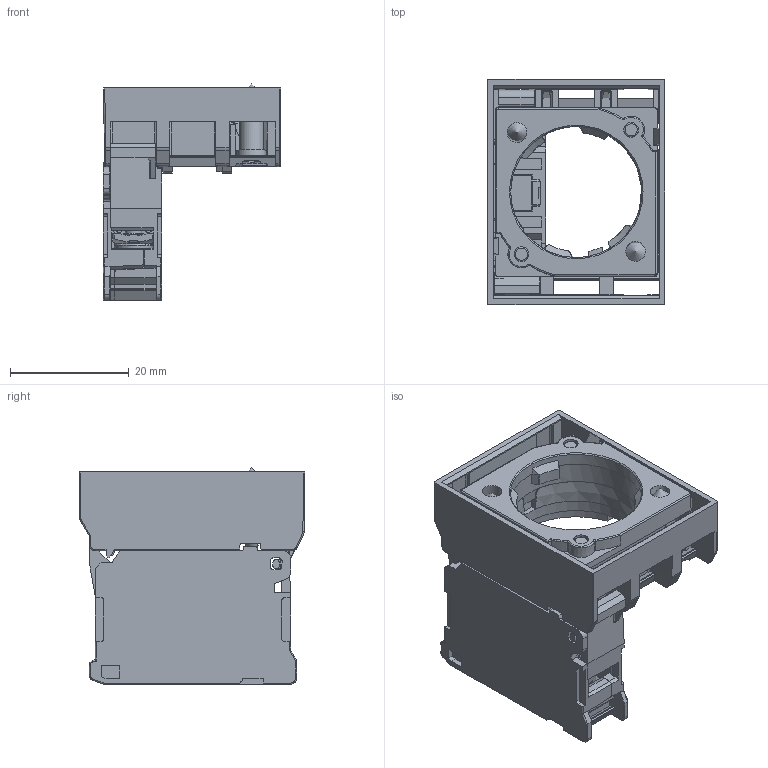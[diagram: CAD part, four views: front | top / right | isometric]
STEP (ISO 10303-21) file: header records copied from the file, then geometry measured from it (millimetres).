
FILE_DESCRIPTION(/* description */ (''),/* implementation_level */ '2;1');
FILE_NAME(/* name */ 'FILE_STP_CAD_DRAWING_3d_LPXE___M__prt.stp',/* time_stamp */ '2021-09-08T14:00:37+02:00',/* author */ (''),/* organization */ (''),/* preprocessor_version */ 'ST-DEVELOPER v16.7',/* originating_system */ 'SIEMENS PLM Software NX 12.0',/* authorisation */ '');
FILE_SCHEMA (('AUTOMOTIVE_DESIGN { 1 0 10303 214 3 1 1 1 }'));
Products named in the file (1): 3d_LPXE___M 
Bounding box: 30 x 38 x 36.51 mm (x, y, z)
Surface area: 13193.6 mm2 (no closed solid volume)
Topology: 0 solids, 34 shells, 1365 faces, 5198 edges, 3740 vertices
Faces by surface type: plane 788, cylinder 295, bspline 95, torus 81, cone 75, sphere 31
Full cylindrical faces by diameter (mm): 2.75 x2, 3 x1, 3.05 x2, 3.2 x2, 3.31 x2, 3.5 x2, 3.8 x1, 4 x2, 5 x2
Entity records: 59534 total; most frequent: CARTESIAN_POINT 17362, ORIENTED_EDGE 8296, DIRECTION 8197, EDGE_CURVE 5114, VERTEX_POINT 3723, LINE 3269, VECTOR 3269, AXIS2_PLACEMENT_3D 2464
